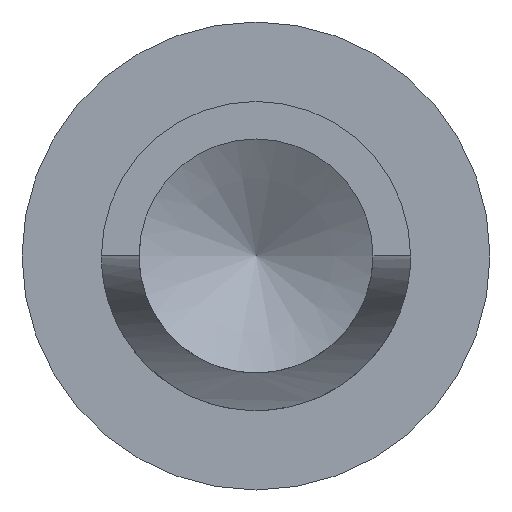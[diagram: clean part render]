
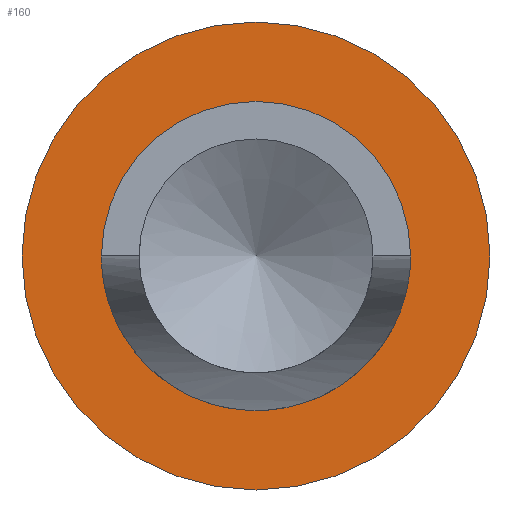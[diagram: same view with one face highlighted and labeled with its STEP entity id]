
A CAD part, front view. The second image highlights one B-rep face of the part: STEP entity #160.
In plain terms, the highlighted planar face has unit normal (0, -1, 0).
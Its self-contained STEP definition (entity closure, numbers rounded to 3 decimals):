
#100=FACE_BOUND('',#306,.T.);
#101=FACE_BOUND('',#307,.T.);
#160=ADVANCED_FACE('',(#100,#101),#215,.T.);
#215=PLANE('',#1111);
#306=EDGE_LOOP('',(#487));
#307=EDGE_LOOP('',(#488));
#377=CIRCLE('',#1108,1.85);
#378=CIRCLE('',#1110,2.8);
#487=ORIENTED_EDGE('',*,*,#877,.T.);
#488=ORIENTED_EDGE('',*,*,#878,.F.);
#759=VERTEX_POINT('',#1622);
#760=VERTEX_POINT('',#1625);
#877=EDGE_CURVE('',#759,#759,#377,.T.);
#878=EDGE_CURVE('',#760,#760,#378,.T.);
#1108=AXIS2_PLACEMENT_3D('',#1621,#1272,#1273);
#1110=AXIS2_PLACEMENT_3D('',#1624,#1276,#1277);
#1111=AXIS2_PLACEMENT_3D('',#1626,#1278,#1279);
#1272=DIRECTION('',(0.,1.,0.));
#1273=DIRECTION('',(1.,0.,0.));
#1276=DIRECTION('',(0.,1.,0.));
#1277=DIRECTION('',(1.,0.,0.));
#1278=DIRECTION('',(0.,-1.,0.));
#1279=DIRECTION('',(0.,0.,1.));
#1621=CARTESIAN_POINT('',(9.247,25.113,-1.749));
#1622=CARTESIAN_POINT('',(11.097,25.113,-1.749));
#1624=CARTESIAN_POINT('',(9.247,25.113,-1.749));
#1625=CARTESIAN_POINT('',(12.047,25.113,-1.749));
#1626=CARTESIAN_POINT('',(12.327,25.113,-4.829));
